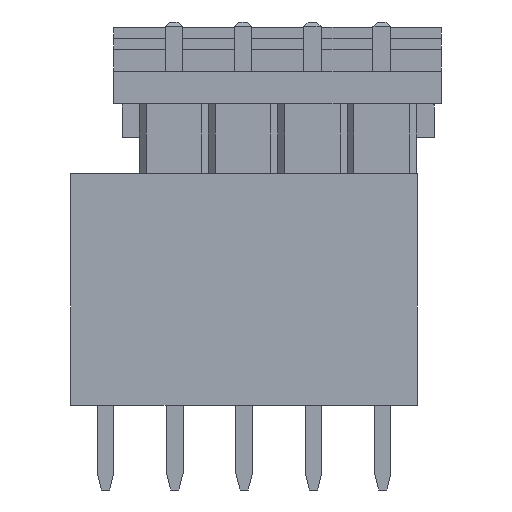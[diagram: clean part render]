
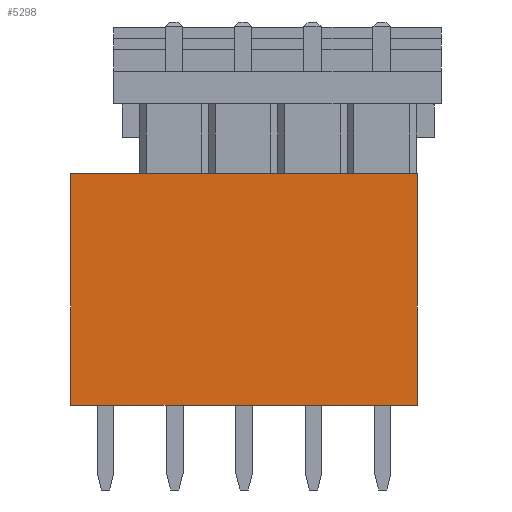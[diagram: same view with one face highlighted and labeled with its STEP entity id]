
A CAD part, left-side view. The second image highlights one B-rep face of the part: STEP entity #5298.
In plain terms, the highlighted planar face has unit normal (-1, 0, 0).
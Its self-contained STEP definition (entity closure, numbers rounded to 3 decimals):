
#4575 = VERTEX_POINT('',#4576);
#4576 = CARTESIAN_POINT('',(-1.27,-11.43,0.));
#4584 = EDGE_CURVE('',#4575,#4585,#4587,.T.);
#4585 = VERTEX_POINT('',#4586);
#4586 = CARTESIAN_POINT('',(-1.27,-11.43,8.5));
#4587 = LINE('',#4588,#4589);
#4588 = CARTESIAN_POINT('',(-1.27,-11.43,0.));
#4589 = VECTOR('',#4590,1.);
#4590 = DIRECTION('',(0.,0.,1.));
#4647 = VERTEX_POINT('',#4648);
#4648 = CARTESIAN_POINT('',(-1.27,1.27,8.5));
#4654 = EDGE_CURVE('',#4655,#4647,#4657,.T.);
#4655 = VERTEX_POINT('',#4656);
#4656 = CARTESIAN_POINT('',(-1.27,1.27,0.));
#4657 = LINE('',#4658,#4659);
#4658 = CARTESIAN_POINT('',(-1.27,1.27,0.));
#4659 = VECTOR('',#4660,1.);
#4660 = DIRECTION('',(0.,0.,1.));
#4719 = EDGE_CURVE('',#4647,#4585,#4720,.T.);
#4720 = LINE('',#4721,#4722);
#4721 = CARTESIAN_POINT('',(-1.27,1.27,8.5));
#4722 = VECTOR('',#4723,1.);
#4723 = DIRECTION('',(0.,-1.,0.));
#4912 = EDGE_CURVE('',#4655,#4575,#4913,.T.);
#4913 = LINE('',#4914,#4915);
#4914 = CARTESIAN_POINT('',(-1.27,1.27,0.));
#4915 = VECTOR('',#4916,1.);
#4916 = DIRECTION('',(0.,-1.,0.));
#5298 = ADVANCED_FACE('',(#5299),#5305,.F.);
#5299 = FACE_BOUND('',#5300,.F.);
#5300 = EDGE_LOOP('',(#5301,#5302,#5303,#5304));
#5301 = ORIENTED_EDGE('',*,*,#4654,.T.);
#5302 = ORIENTED_EDGE('',*,*,#4719,.T.);
#5303 = ORIENTED_EDGE('',*,*,#4584,.F.);
#5304 = ORIENTED_EDGE('',*,*,#4912,.F.);
#5305 = PLANE('',#5306);
#5306 = AXIS2_PLACEMENT_3D('',#5307,#5308,#5309);
#5307 = CARTESIAN_POINT('',(-1.27,1.27,0.));
#5308 = DIRECTION('',(1.,0.,0.));
#5309 = DIRECTION('',(0.,-1.,0.));
